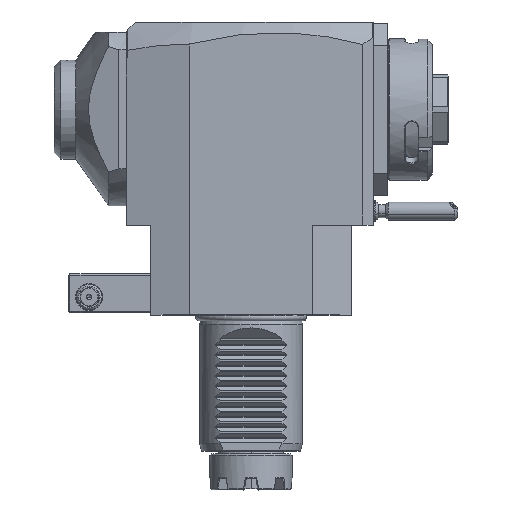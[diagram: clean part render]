
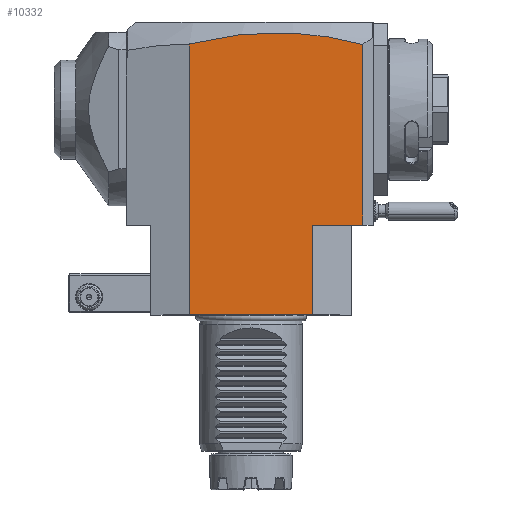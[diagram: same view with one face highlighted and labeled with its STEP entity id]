
A CAD part, top view. The second image highlights one B-rep face of the part: STEP entity #10332.
In plain terms, the highlighted planar face has unit normal (0, 0, 1).
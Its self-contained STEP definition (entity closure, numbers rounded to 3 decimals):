
#140=DIRECTION('',(0.,-1.,0.));
#141=VECTOR('',#140,70.258);
#142=CARTESIAN_POINT('',(43.5,105.258,37.5));
#143=LINE('',#142,#141);
#144=DIRECTION('',(-1.,0.,0.));
#145=VECTOR('',#144,19.5);
#146=CARTESIAN_POINT('',(43.5,35.,37.5));
#147=LINE('',#146,#145);
#148=CARTESIAN_POINT('',(-24.,105.435,37.5));
#149=CARTESIAN_POINT('',(-18.371,106.939,37.5));
#150=CARTESIAN_POINT('',(-7.115,109.162,37.5));
#151=CARTESIAN_POINT('',(9.762,110.233,37.5));
#152=CARTESIAN_POINT('',(26.635,109.072,37.5));
#153=CARTESIAN_POINT('',(37.879,106.791,37.5));
#154=CARTESIAN_POINT('',(43.5,105.258,37.5));
#218=DIRECTION('',(0.,-1.,0.));
#219=VECTOR('',#218,105.435);
#220=CARTESIAN_POINT('',(-24.,105.435,37.5));
#221=LINE('',#220,#219);
#238=DIRECTION('',(-1.,0.,0.));
#239=VECTOR('',#238,48.);
#240=CARTESIAN_POINT('',(24.,0.,37.5));
#241=LINE('',#240,#239);
#2704=DIRECTION('',(0.,1.,0.));
#2705=VECTOR('',#2704,35.);
#2706=CARTESIAN_POINT('',(24.,0.,37.5));
#2707=LINE('',#2706,#2705);
#9483=VERTEX_POINT('',#148);
#9484=VERTEX_POINT('',#154);
#9808=CARTESIAN_POINT('',(43.5,35.,37.5));
#9809=VERTEX_POINT('',#9808);
#9845=CARTESIAN_POINT('',(24.,0.,37.5));
#9846=VERTEX_POINT('',#9845);
#9847=CARTESIAN_POINT('',(-24.,0.,37.5));
#9848=VERTEX_POINT('',#9847);
#10083=CARTESIAN_POINT('',(24.,35.,37.5));
#10084=VERTEX_POINT('',#10083);
#10314=CARTESIAN_POINT('',(-39.202,35.,37.5));
#10315=DIRECTION('',(0.,0.,1.));
#10316=DIRECTION('',(1.,0.,0.));
#10317=AXIS2_PLACEMENT_3D('',#10314,#10315,#10316);
#10318=PLANE('',#10317);
#10320=ORIENTED_EDGE('',*,*,#10319,.T.);
#10321=ORIENTED_EDGE('',*,*,#10298,.T.);
#10323=ORIENTED_EDGE('',*,*,#10322,.F.);
#10325=ORIENTED_EDGE('',*,*,#10324,.T.);
#10327=ORIENTED_EDGE('',*,*,#10326,.F.);
#10329=ORIENTED_EDGE('',*,*,#10328,.T.);
#10330=EDGE_LOOP('',(#10320,#10321,#10323,#10325,#10327,#10329));
#10331=FACE_OUTER_BOUND('',#10330,.F.);
#155=B_SPLINE_CURVE_WITH_KNOTS('',3,(#148,#149,#150,#151,#152,#153,#154),
.UNSPECIFIED.,.F.,.F.,(4,1,1,1,4),(0.,0.25,0.5,0.75,1.),
.UNSPECIFIED.);
#10298=EDGE_CURVE('',#9809,#10084,#147,.T.);
#10319=EDGE_CURVE('',#9484,#9809,#143,.T.);
#10322=EDGE_CURVE('',#9846,#10084,#2707,.T.);
#10324=EDGE_CURVE('',#9846,#9848,#241,.T.);
#10326=EDGE_CURVE('',#9483,#9848,#221,.T.);
#10328=EDGE_CURVE('',#9483,#9484,#155,.T.);
#10332=ADVANCED_FACE('',(#10331),#10318,.T.);
